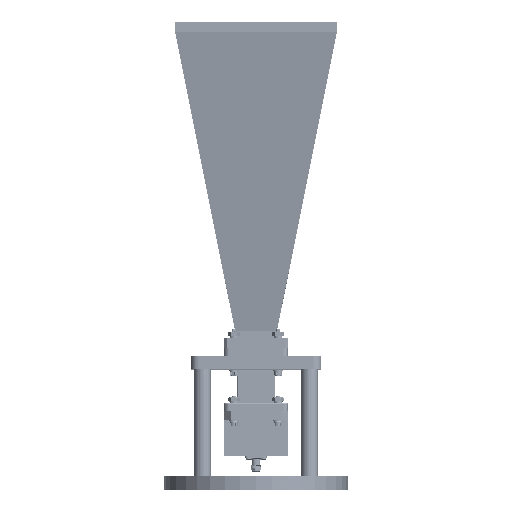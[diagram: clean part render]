
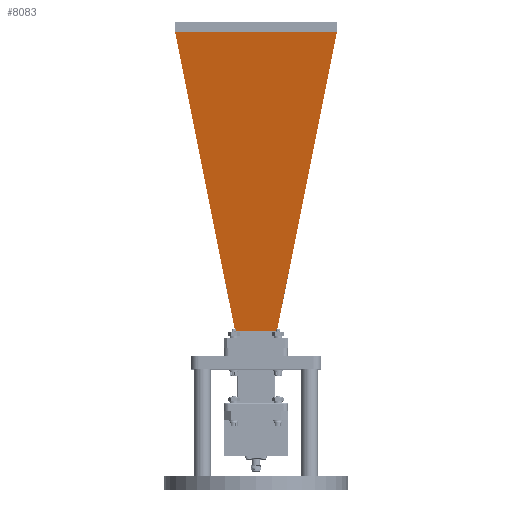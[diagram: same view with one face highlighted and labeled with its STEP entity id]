
A CAD part, top view. The second image highlights one B-rep face of the part: STEP entity #8083.
In plain terms, the highlighted face is planar.
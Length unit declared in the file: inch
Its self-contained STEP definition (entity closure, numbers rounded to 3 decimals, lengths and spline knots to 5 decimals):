
#308 = DIRECTION ( 'NONE',  ( 0., -1., 0. ) ) ;
#680 = LINE ( 'NONE', #17077, #63691 ) ;
#8083 = ADVANCED_FACE ( 'NONE', ( #51167 ), #17952, .T. ) ;
#8150 = CARTESIAN_POINT ( 'NONE',  ( -1.44077, -1.90525, 8.99933 ) ) ;
#12041 = ORIENTED_EDGE ( 'NONE', *, *, #64704, .T. ) ;
#12145 = EDGE_CURVE ( 'NONE', #44561, #61606, #680, .T. ) ;
#13934 = LINE ( 'NONE', #31080, #16268 ) ;
#16268 = VECTOR ( 'NONE', #19168, 39.37008 ) ;
#17077 = CARTESIAN_POINT ( 'NONE',  ( -0.30561, 0., 1.95904 ) ) ;
#17952 = PLANE ( 'NONE',  #59800 ) ;
#19168 = DIRECTION ( 'NONE',  ( -0.156, -0.194, 0.968 ) ) ;
#22650 = CARTESIAN_POINT ( 'NONE',  ( -0.30561, 0.49356, 1.95904 ) ) ;
#23913 = ORIENTED_EDGE ( 'NONE', *, *, #12145, .T. ) ;
#28414 = ORIENTED_EDGE ( 'NONE', *, *, #53367, .T. ) ;
#29087 = DIRECTION ( 'NONE',  ( 0., 1., 0. ) ) ;
#29829 = CARTESIAN_POINT ( 'NONE',  ( -1.44077, 0., 8.99933 ) ) ;
#30195 = LINE ( 'NONE', #29829, #44245 ) ;
#31080 = CARTESIAN_POINT ( 'NONE',  ( -0.30561, -0.49356, 1.95904 ) ) ;
#34771 = VERTEX_POINT ( 'NONE', #8150 ) ;
#39113 = CARTESIAN_POINT ( 'NONE',  ( -1.44077, 1.90525, 8.99933 ) ) ;
#39881 = ORIENTED_EDGE ( 'NONE', *, *, #46719, .T. ) ;
#40707 = DIRECTION ( 'NONE',  ( -0.159, 0., 0.987 ) ) ;
#44245 = VECTOR ( 'NONE', #29087, 39.37008 ) ;
#44561 = VERTEX_POINT ( 'NONE', #22650 ) ;
#46719 = EDGE_CURVE ( 'NONE', #61606, #34771, #13934, .T. ) ;
#47006 = CARTESIAN_POINT ( 'NONE',  ( -0.8906, 0., 5.5872 ) ) ;
#48735 = VERTEX_POINT ( 'NONE', #62184 ) ;
#50311 = LINE ( 'NONE', #39113, #69831 ) ;
#51167 = FACE_OUTER_BOUND ( 'NONE', #59162, .T. ) ;
#52632 = DIRECTION ( 'NONE',  ( -0.987, 0., -0.159 ) ) ;
#53367 = EDGE_CURVE ( 'NONE', #34771, #48735, #30195, .T. ) ;
#55174 = CARTESIAN_POINT ( 'NONE',  ( -0.30561, -0.49356, 1.95904 ) ) ;
#59162 = EDGE_LOOP ( 'NONE', ( #23913, #39881, #28414, #12041 ) ) ;
#59800 = AXIS2_PLACEMENT_3D ( 'NONE', #47006, #52632, #40707 ) ;
#61606 = VERTEX_POINT ( 'NONE', #55174 ) ;
#62184 = CARTESIAN_POINT ( 'NONE',  ( -1.44077, 1.90525, 8.99933 ) ) ;
#63691 = VECTOR ( 'NONE', #308, 39.37008 ) ;
#64704 = EDGE_CURVE ( 'NONE', #48735, #44561, #50311, .T. ) ;
#69831 = VECTOR ( 'NONE', #73468, 39.37008 ) ;
#73468 = DIRECTION ( 'NONE',  ( 0.156, -0.194, -0.968 ) ) ;
